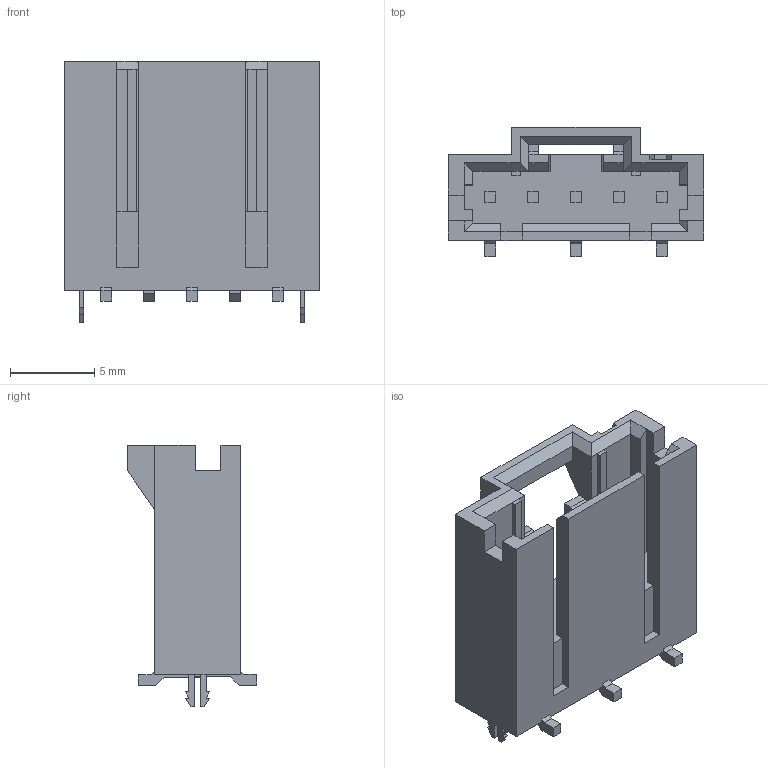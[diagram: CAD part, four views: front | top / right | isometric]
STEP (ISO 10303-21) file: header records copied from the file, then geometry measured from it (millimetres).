
FILE_DESCRIPTION(('FreeCAD Model'),'2;1');
FILE_NAME('TE_AMPMODU-MTE_5-1375582-4_1x05_P2.54mm_Vertical.step','2018-12-18T20:07:22',('kicad StepUp'),('ksu MCAD'), 'Open CASCADE STEP processor 7.3','FreeCAD','Unknown');
FILE_SCHEMA(('AUTOMOTIVE_DESIGN { 1 0 10303 214 1 1 1 1 }'));
Length unit declared in the file: millimetre
Products named in the file (1): TE_AMPMODU-MTE_5-1375582-4_1x05_P2.54mm_Vertical
Bounding box: 15.11 x 7.64 x 15.49 mm (x, y, z)
Volume: 660.1 mm3; surface area: 1080.8 mm2
Topology: 1 solids, 1 shells, 186 faces, 513 edges, 336 vertices
Faces by surface type: plane 186
Entity records: 7093 total; most frequent: CARTESIAN_POINT 1036, ORIENTED_EDGE 1026, DIRECTION 887, EDGE_CURVE 513, LINE 513, VECTOR 513, VERTEX_POINT 336, FACE_BOUND 195
